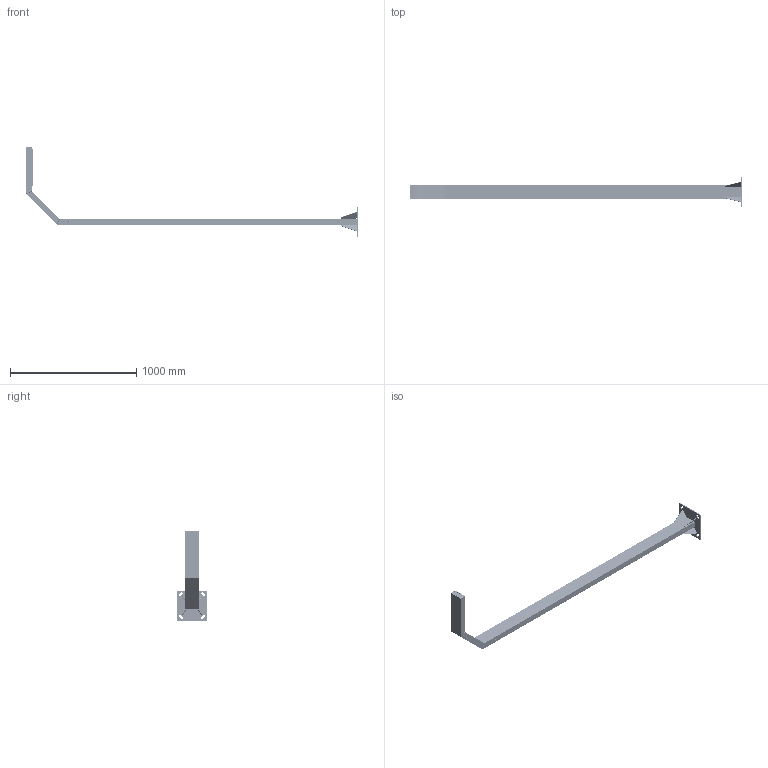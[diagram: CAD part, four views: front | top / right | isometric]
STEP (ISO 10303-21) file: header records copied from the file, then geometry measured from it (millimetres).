
FILE_DESCRIPTION (( 'STEP AP203' ), '1' );
FILE_NAME ('TRYSIL_2600.STEP', '2024-02-06T10:34:12', ( '' ), ( '' ), 'SwSTEP 2.0', 'SolidWorks 2022', '' );
FILE_SCHEMA (( 'CONFIG_CONTROL_DESIGN' ));
Length unit declared in the file: millimetre
Products named in the file (19): WKR STOZ IMB M4x_rs_x08; M97W2_Zaślepka_rs_M231 Trisil; M203_Płask moc_rs; M203_Żebro_rs_M203B_rs; M232 głowa_pw; M97W2_KSZT110x50x2_rs_M231 2300_pw; M203_rs_M231A 2300_pw; M232 głowa jednoramienna-spawanie; M231-głowa 110 X 50 X 6; Blacha podstawy_M203B_rs; M97W2_Zaślepka_rs_ zaśl_pw; Wkręt walc imb_M6x_rs_M6 x 12; M232 stopka.-spawanie; Głowa led_pw; M232 ramie; M232 stopka; M97W2S Słup S_Segment dolny_rs_M231A_pw; TRYSIL_2600; M97W2 Słup_Szybka_rs_w2
Assembly tree (34 placements, depth 5):
  TRYSIL_2600
    M232 głowa_pw
      M232 głowa jednoramienna-spawanie
        M232 ramie
        Głowa led_pw
          M231-głowa 110 X 50 X 6
          M97W2_Zaślepka_rs_ zaśl_pw
        M232 stopka.-spawanie
          M232 stopka
          M203_Płask moc_rs  x2
          M97W2_Zaślepka_rs_M231 Trisil
      M97W2 Słup_Szybka_rs_w2
      WKR STOZ IMB M4x_rs_x08  x10
    M203_rs_M231A 2300_pw
      M97W2S Słup S_Segment dolny_rs_M231A_pw
        Blacha podstawy_M203B_rs
        M97W2_KSZT110x50x2_rs_M231 2300_pw
        M203_Żebro_rs_M203B_rs  x4
    Wkręt walc imb_M6x_rs_M6 x 12  x4
Bounding box: 2627.21 x 240 x 709.81 mm (x, y, z)
Volume: 5929784.9 mm3; surface area: 2060748.8 mm2
Topology: 28 solids, 28 shells, 6698 faces, 25663 edges, 16030 vertices
Faces by surface type: sphere 6002, plane 422, cylinder 176, cone 90, torus 8
Entity records: 181284 total; most frequent: DIRECTION 37921, CARTESIAN_POINT 28907, ORIENTED_EDGE 25782, AXIS2_PLACEMENT_3D 18653, EDGE_CURVE 12891, CIRCLE 12260, VERTEX_POINT 9575, EDGE_LOOP 9450
